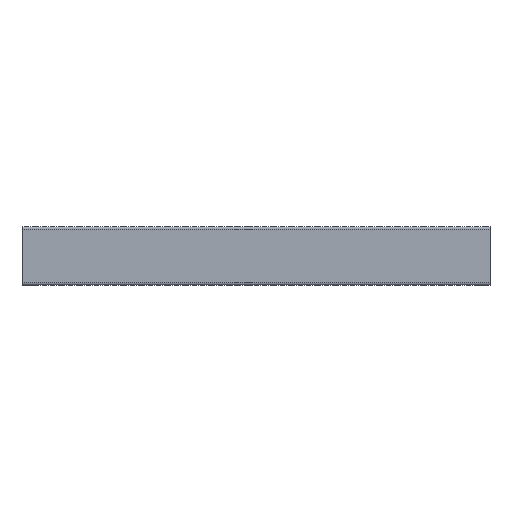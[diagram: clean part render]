
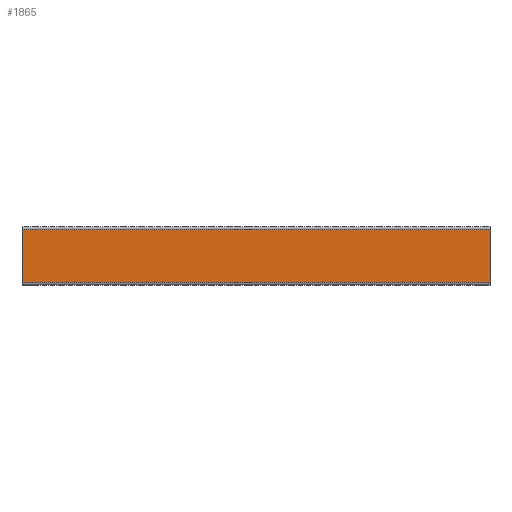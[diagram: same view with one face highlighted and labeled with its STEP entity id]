
A CAD part, front view. The second image highlights one B-rep face of the part: STEP entity #1865.
In plain terms, the highlighted planar face has unit normal (0, -1, 0).
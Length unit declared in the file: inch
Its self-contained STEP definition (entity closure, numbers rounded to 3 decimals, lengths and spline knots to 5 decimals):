
#413 = DIRECTION ( 'NONE',  ( -1., 0., 0. ) ) ;
#1440 = VECTOR ( 'NONE', #4113, 39.37008 ) ;
#1486 = VECTOR ( 'NONE', #413, 39.37008 ) ;
#1517 = EDGE_CURVE ( 'NONE', #3502, #4805, #2144, .T. ) ;
#1826 = ORIENTED_EDGE ( 'NONE', *, *, #3239, .F. ) ;
#1865 = ADVANCED_FACE ( 'NONE', ( #12296 ), #6049, .T. ) ;
#2009 = LINE ( 'NONE', #2380, #2676 ) ;
#2131 = LINE ( 'NONE', #10845, #1440 ) ;
#2144 = LINE ( 'NONE', #7991, #8020 ) ;
#2380 = CARTESIAN_POINT ( 'NONE',  ( 0.5, 0., 0.125 ) ) ;
#2676 = VECTOR ( 'NONE', #11102, 39.37008 ) ;
#3139 = DIRECTION ( 'NONE',  ( 1., 0., 0. ) ) ;
#3239 = EDGE_CURVE ( 'NONE', #4002, #4805, #2131, .T. ) ;
#3502 = VERTEX_POINT ( 'NONE', #11403 ) ;
#3931 = DIRECTION ( 'NONE',  ( 0., 0., -1. ) ) ;
#3999 = CARTESIAN_POINT ( 'NONE',  ( 27., 0., -0.03 ) ) ;
#4002 = VERTEX_POINT ( 'NONE', #3999 ) ;
#4028 = VERTEX_POINT ( 'NONE', #6061 ) ;
#4085 = EDGE_CURVE ( 'NONE', #3502, #4028, #2009, .T. ) ;
#4113 = DIRECTION ( 'NONE',  ( 0., 0., -1. ) ) ;
#4457 = AXIS2_PLACEMENT_3D ( 'NONE', #11663, #10599, #3931 ) ;
#4464 = EDGE_CURVE ( 'NONE', #4002, #4028, #7899, .T. ) ;
#4805 = VERTEX_POINT ( 'NONE', #6826 ) ;
#5163 = CARTESIAN_POINT ( 'NONE',  ( 31., 0., -0.03 ) ) ;
#6049 = PLANE ( 'NONE',  #4457 ) ;
#6061 = CARTESIAN_POINT ( 'NONE',  ( 0.5, 0., -0.03 ) ) ;
#6826 = CARTESIAN_POINT ( 'NONE',  ( 27., 0., -3.05 ) ) ;
#7320 = ORIENTED_EDGE ( 'NONE', *, *, #4085, .F. ) ;
#7899 = LINE ( 'NONE', #5163, #1486 ) ;
#7991 = CARTESIAN_POINT ( 'NONE',  ( 0., 0., -3.05 ) ) ;
#8020 = VECTOR ( 'NONE', #3139, 39.37008 ) ;
#8440 = EDGE_LOOP ( 'NONE', ( #7320, #10146, #1826, #12230 ) ) ;
#10146 = ORIENTED_EDGE ( 'NONE', *, *, #1517, .T. ) ;
#10599 = DIRECTION ( 'NONE',  ( 0., -1., 0. ) ) ;
#10845 = CARTESIAN_POINT ( 'NONE',  ( 27., 0., -3.205 ) ) ;
#11102 = DIRECTION ( 'NONE',  ( 0., 0., 1. ) ) ;
#11403 = CARTESIAN_POINT ( 'NONE',  ( 0.5, 0., -3.05 ) ) ;
#11663 = CARTESIAN_POINT ( 'NONE',  ( 0., 0., -3.08 ) ) ;
#12230 = ORIENTED_EDGE ( 'NONE', *, *, #4464, .T. ) ;
#12296 = FACE_OUTER_BOUND ( 'NONE', #8440, .T. ) ;
